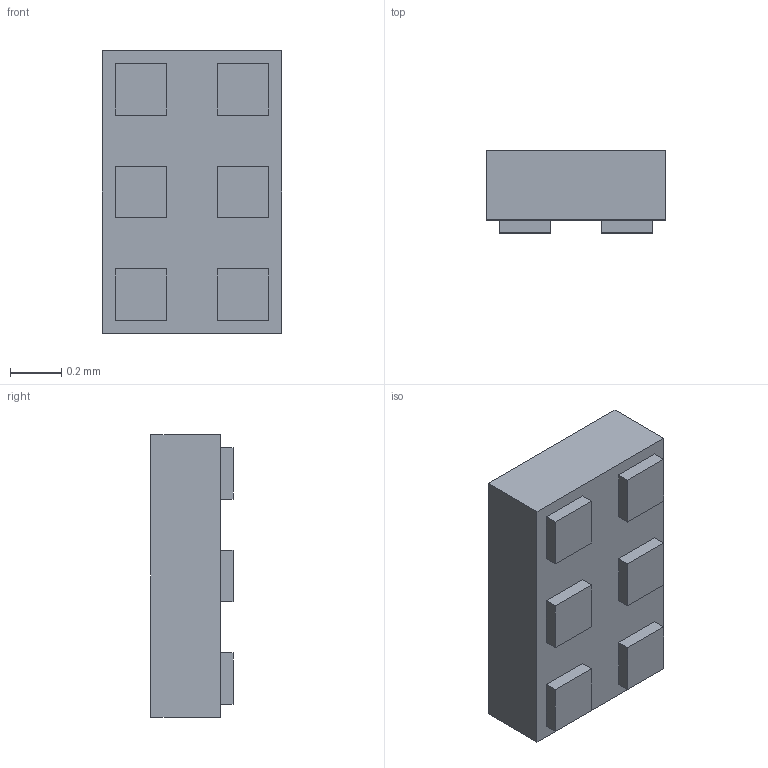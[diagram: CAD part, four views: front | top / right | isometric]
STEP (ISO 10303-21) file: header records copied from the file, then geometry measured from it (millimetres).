
FILE_DESCRIPTION (( 'STEP AP214' ), '1' );
FILE_NAME ('BGS12SL6E6327.STEP', '2020-03-01T18:48:19', ( '' ), ( '' ), 'SwSTEP 2.0', 'SolidWorks 2017', '' );
FILE_SCHEMA (( 'AUTOMOTIVE_DESIGN' ));
Length unit declared in the file: millimetre
Products named in the file (1): BGS12SL6E6327
Bounding box: 0.7 x 0.32 x 1.1 mm (x, y, z)
Volume: 0.2 mm3; surface area: 3.3 mm2
Topology: 8 solids, 8 shells, 51 faces, 102 edges, 68 vertices
Faces by surface type: plane 51
Entity records: 1393 total; most frequent: CARTESIAN_POINT 222, DIRECTION 206, ORIENTED_EDGE 204, LINE 102, EDGE_CURVE 102, VECTOR 102, VERTEX_POINT 68, AXIS2_PLACEMENT_3D 52
